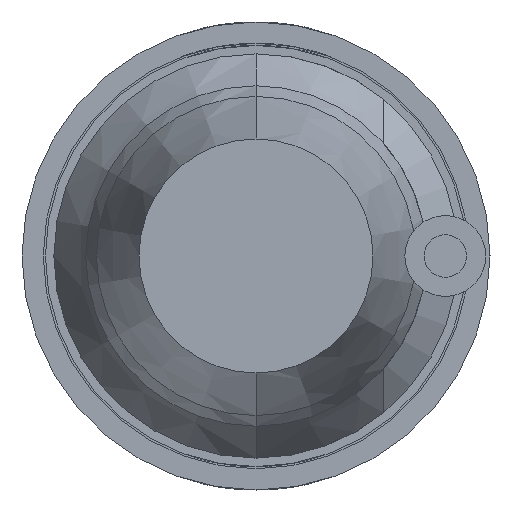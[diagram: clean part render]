
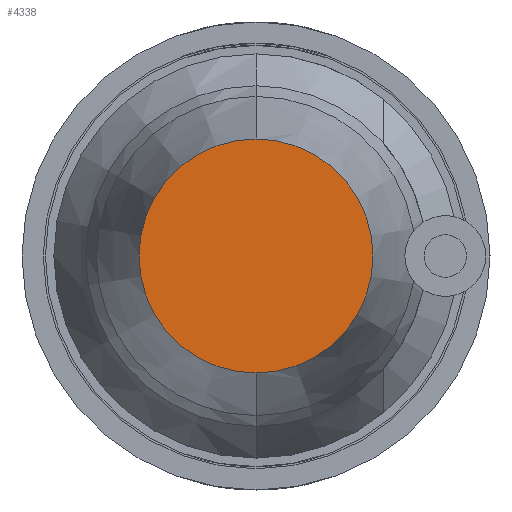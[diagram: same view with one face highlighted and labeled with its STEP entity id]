
A CAD part, front view. The second image highlights one B-rep face of the part: STEP entity #4338.
In plain terms, the highlighted planar face has unit normal (0, -1, 0).
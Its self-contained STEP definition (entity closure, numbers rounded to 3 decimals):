
#39 = ORIENTED_EDGE ( 'NONE', *, *, #5031, .F. ) ;
#168 = DIRECTION ( 'NONE',  ( 0., 1., 0. ) ) ;
#1023 = DIRECTION ( 'NONE',  ( 0., 0., -1. ) ) ;
#1130 = VERTEX_POINT ( 'NONE', #3409 ) ;
#1281 = EDGE_LOOP ( 'NONE', ( #39, #4566 ) ) ;
#1300 = AXIS2_PLACEMENT_3D ( 'NONE', #3248, #168, #5246 ) ;
#1796 = VERTEX_POINT ( 'NONE', #3384 ) ;
#2623 = AXIS2_PLACEMENT_3D ( 'NONE', #6021, #7872, #1023 ) ;
#3191 = DIRECTION ( 'NONE',  ( 0., 1., 0. ) ) ;
#3248 = CARTESIAN_POINT ( 'NONE',  ( 0., -39.2, 0. ) ) ;
#3384 = CARTESIAN_POINT ( 'NONE',  ( 0., -39.2, -0.55 ) ) ;
#3409 = CARTESIAN_POINT ( 'NONE',  ( 0., -39.2, 0.55 ) ) ;
#3620 = CARTESIAN_POINT ( 'NONE',  ( 0., -39.2, 0. ) ) ;
#4181 = PLANE ( 'NONE',  #2623 ) ;
#4338 = ADVANCED_FACE ( 'Defeature ausgef�hrt1_53', ( #7276 ), #4181, .T. ) ;
#4566 = ORIENTED_EDGE ( 'NONE', *, *, #4602, .F. ) ;
#4602 = EDGE_CURVE ( 'Defeature ausgef�hrt1_54+Defeature ausgef�hrt1_53+Defeature ausgef�hrt1_53+Defeature ausgef�hrt1_53', #1796, #1130, #5114, .T. ) ;
#5007 = DIRECTION ( 'NONE',  ( 0., 0., 1. ) ) ;
#5031 = EDGE_CURVE ( 'Defeature ausgef�hrt1_54+Defeature ausgef�hrt1_53+Defeature ausgef�hrt1_53+Defeature ausgef�hrt1_53', #1130, #1796, #7377, .T. ) ;
#5114 = CIRCLE ( 'NONE', #1300, 0.55 ) ;
#5246 = DIRECTION ( 'NONE',  ( 0., 0., 1. ) ) ;
#6021 = CARTESIAN_POINT ( 'NONE',  ( -0.55, -39.2, 0. ) ) ;
#7276 = FACE_OUTER_BOUND ( 'NONE', #1281, .T. ) ;
#7377 = CIRCLE ( 'NONE', #8046, 0.55 ) ;
#7872 = DIRECTION ( 'NONE',  ( 0., -1., 0. ) ) ;
#8046 = AXIS2_PLACEMENT_3D ( 'NONE', #3620, #3191, #5007 ) ;
